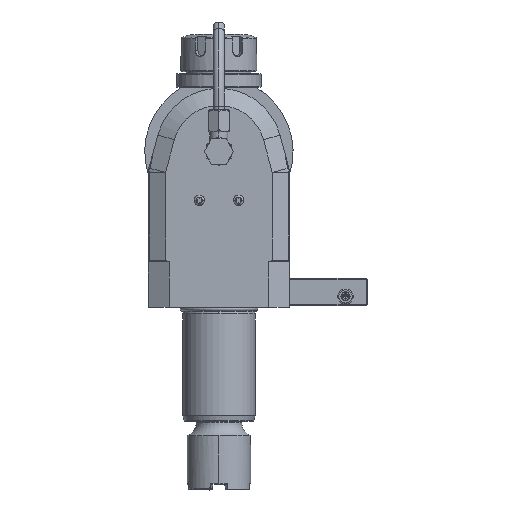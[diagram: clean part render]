
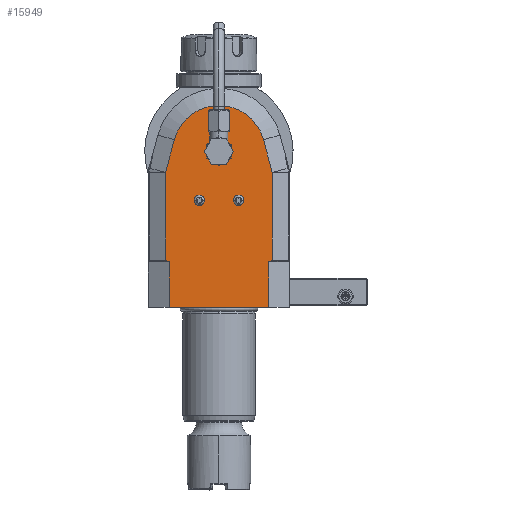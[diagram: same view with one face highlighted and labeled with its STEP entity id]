
A CAD part, top view. The second image highlights one B-rep face of the part: STEP entity #15949.
In plain terms, the highlighted planar face has unit normal (0, 0, 1).
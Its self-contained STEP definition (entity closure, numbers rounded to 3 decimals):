
#510=DIRECTION('',(-1.,0.,0.));
#511=VECTOR('',#510,55.);
#512=CARTESIAN_POINT('',(27.5,-86.,40.));
#513=LINE('',#512,#511);
#928=DIRECTION('',(0.,-1.,0.));
#929=VECTOR('',#928,25.);
#930=CARTESIAN_POINT('',(27.5,-61.,40.));
#931=LINE('',#930,#929);
#932=DIRECTION('',(0.,1.,0.));
#933=VECTOR('',#932,25.);
#934=CARTESIAN_POINT('',(-27.5,-86.,40.));
#935=LINE('',#934,#933);
#936=DIRECTION('',(0.894,-0.447,0.));
#937=VECTOR('',#936,2.236);
#938=CARTESIAN_POINT('',(-29.5,-60.,40.));
#939=LINE('',#938,#937);
#940=DIRECTION('',(0.,-1.,0.));
#941=VECTOR('',#940,48.363);
#942=CARTESIAN_POINT('',(-29.5,-11.637,40.));
#943=LINE('',#942,#941);
#944=CARTESIAN_POINT('',(-29.,-11.637,40.));
#945=DIRECTION('',(0.,0.,1.));
#946=DIRECTION('',(-0.966,0.259,0.));
#947=AXIS2_PLACEMENT_3D('',#944,#945,#946);
#949=DIRECTION('',(-0.259,-0.966,0.));
#950=VECTOR('',#949,18.746);
#951=CARTESIAN_POINT('',(-24.631,6.6,40.));
#952=LINE('',#951,#950);
#953=CARTESIAN_POINT('',(0.,0.,40.));
#954=DIRECTION('',(0.,0.,1.));
#955=DIRECTION('',(0.966,0.259,0.));
#956=AXIS2_PLACEMENT_3D('',#953,#954,#955);
#958=DIRECTION('',(-0.259,0.966,0.));
#959=VECTOR('',#958,18.746);
#960=CARTESIAN_POINT('',(29.483,-11.507,40.));
#961=LINE('',#960,#959);
#962=CARTESIAN_POINT('',(29.,-11.637,40.));
#963=DIRECTION('',(0.,0.,1.));
#964=DIRECTION('',(1.,0.,0.));
#965=AXIS2_PLACEMENT_3D('',#962,#963,#964);
#967=DIRECTION('',(0.,1.,0.));
#968=VECTOR('',#967,48.363);
#969=CARTESIAN_POINT('',(29.5,-60.,40.));
#970=LINE('',#969,#968);
#971=DIRECTION('',(0.894,0.447,0.));
#972=VECTOR('',#971,2.236);
#973=CARTESIAN_POINT('',(27.5,-61.,40.));
#974=LINE('',#973,#972);
#975=CARTESIAN_POINT('',(0.,0.,40.));
#976=DIRECTION('',(0.,0.,1.));
#977=DIRECTION('',(1.,0.,0.));
#978=AXIS2_PLACEMENT_3D('',#975,#976,#977);
#980=CARTESIAN_POINT('',(0.,0.,40.));
#981=DIRECTION('',(0.,0.,1.));
#982=DIRECTION('',(-1.,0.,0.));
#983=AXIS2_PLACEMENT_3D('',#980,#981,#982);
#985=CARTESIAN_POINT('',(10.864,-26.888,40.));
#986=DIRECTION('',(0.,0.,1.));
#987=DIRECTION('',(-1.,0.,0.));
#988=AXIS2_PLACEMENT_3D('',#985,#986,#987);
#990=CARTESIAN_POINT('',(10.864,-26.888,40.));
#991=DIRECTION('',(0.,0.,1.));
#992=DIRECTION('',(1.,0.,0.));
#993=AXIS2_PLACEMENT_3D('',#990,#991,#992);
#995=CARTESIAN_POINT('',(-10.864,-26.888,40.));
#996=DIRECTION('',(0.,0.,1.));
#997=DIRECTION('',(-1.,0.,0.));
#998=AXIS2_PLACEMENT_3D('',#995,#996,#997);
#1000=CARTESIAN_POINT('',(-10.864,-26.888,40.));
#1001=DIRECTION('',(0.,0.,1.));
#1002=DIRECTION('',(1.,0.,0.));
#1003=AXIS2_PLACEMENT_3D('',#1000,#1001,#1002);
#13468=CARTESIAN_POINT('',(24.631,6.6,40.));
#13469=CARTESIAN_POINT('',(-24.631,6.6,40.));
#13470=VERTEX_POINT('',#13468);
#13471=VERTEX_POINT('',#13469);
#13476=CARTESIAN_POINT('',(-29.483,-11.507,40.));
#13477=VERTEX_POINT('',#13476);
#13478=CARTESIAN_POINT('',(29.483,-11.507,40.));
#13479=VERTEX_POINT('',#13478);
#13480=CARTESIAN_POINT('',(-29.5,-11.637,40.));
#13481=VERTEX_POINT('',#13480);
#13482=CARTESIAN_POINT('',(29.5,-11.637,40.));
#13483=VERTEX_POINT('',#13482);
#13501=CARTESIAN_POINT('',(29.5,-60.,40.));
#13503=VERTEX_POINT('',#13501);
#13510=CARTESIAN_POINT('',(-29.5,-60.,40.));
#13511=VERTEX_POINT('',#13510);
#13806=CARTESIAN_POINT('',(-13.714,-26.888,40.));
#13807=CARTESIAN_POINT('',(-8.014,-26.888,40.));
#13808=VERTEX_POINT('',#13806);
#13809=VERTEX_POINT('',#13807);
#13842=CARTESIAN_POINT('',(8.014,-26.888,40.));
#13843=CARTESIAN_POINT('',(13.714,-26.888,40.));
#13844=VERTEX_POINT('',#13842);
#13845=VERTEX_POINT('',#13843);
#14039=CARTESIAN_POINT('',(27.5,-61.,40.));
#14040=VERTEX_POINT('',#14039);
#14041=CARTESIAN_POINT('',(-27.5,-61.,40.));
#14042=VERTEX_POINT('',#14041);
#14627=CARTESIAN_POINT('',(6.5,0.,40.));
#14628=CARTESIAN_POINT('',(-6.5,0.,40.));
#14629=VERTEX_POINT('',#14627);
#14630=VERTEX_POINT('',#14628);
#14791=CARTESIAN_POINT('',(-27.5,-86.,40.));
#14793=VERTEX_POINT('',#14791);
#14796=CARTESIAN_POINT('',(27.5,-86.,40.));
#14798=VERTEX_POINT('',#14796);
#15903=CARTESIAN_POINT('',(0.,0.,40.));
#15904=DIRECTION('',(0.,0.,1.));
#15905=DIRECTION('',(1.,0.,0.));
#15906=AXIS2_PLACEMENT_3D('',#15903,#15904,#15905);
#15907=PLANE('',#15906);
#15908=ORIENTED_EDGE('',*,*,#15882,.T.);
#15909=ORIENTED_EDGE('',*,*,#15537,.T.);
#15911=ORIENTED_EDGE('',*,*,#15910,.T.);
#15913=ORIENTED_EDGE('',*,*,#15912,.F.);
#15915=ORIENTED_EDGE('',*,*,#15914,.F.);
#15917=ORIENTED_EDGE('',*,*,#15916,.F.);
#15919=ORIENTED_EDGE('',*,*,#15918,.F.);
#15921=ORIENTED_EDGE('',*,*,#15920,.F.);
#15923=ORIENTED_EDGE('',*,*,#15922,.F.);
#15925=ORIENTED_EDGE('',*,*,#15924,.F.);
#15927=ORIENTED_EDGE('',*,*,#15926,.F.);
#15928=ORIENTED_EDGE('',*,*,#15893,.F.);
#15929=EDGE_LOOP('',(#15908,#15909,#15911,#15913,#15915,#15917,#15919,#15921,
#15923,#15925,#15927,#15928));
#15930=FACE_OUTER_BOUND('',#15929,.F.);
#15932=ORIENTED_EDGE('',*,*,#15931,.T.);
#15934=ORIENTED_EDGE('',*,*,#15933,.T.);
#15935=EDGE_LOOP('',(#15932,#15934));
#15936=FACE_BOUND('',#15935,.F.);
#15938=ORIENTED_EDGE('',*,*,#15937,.T.);
#15940=ORIENTED_EDGE('',*,*,#15939,.T.);
#15941=EDGE_LOOP('',(#15938,#15940));
#15942=FACE_BOUND('',#15941,.F.);
#15944=ORIENTED_EDGE('',*,*,#15943,.T.);
#15946=ORIENTED_EDGE('',*,*,#15945,.T.);
#15947=EDGE_LOOP('',(#15944,#15946));
#15948=FACE_BOUND('',#15947,.F.);
#948=CIRCLE('',#947,0.5);
#957=CIRCLE('',#956,25.5);
#966=CIRCLE('',#965,0.5);
#979=CIRCLE('',#978,6.5);
#984=CIRCLE('',#983,6.5);
#989=CIRCLE('',#988,2.85);
#994=CIRCLE('',#993,2.85);
#999=CIRCLE('',#998,2.85);
#1004=CIRCLE('',#1003,2.85);
#15537=EDGE_CURVE('',#14798,#14793,#513,.T.);
#15882=EDGE_CURVE('',#14040,#14798,#931,.T.);
#15893=EDGE_CURVE('',#14040,#13503,#974,.T.);
#15910=EDGE_CURVE('',#14793,#14042,#935,.T.);
#15912=EDGE_CURVE('',#13511,#14042,#939,.T.);
#15914=EDGE_CURVE('',#13481,#13511,#943,.T.);
#15916=EDGE_CURVE('',#13477,#13481,#948,.T.);
#15918=EDGE_CURVE('',#13471,#13477,#952,.T.);
#15920=EDGE_CURVE('',#13470,#13471,#957,.T.);
#15922=EDGE_CURVE('',#13479,#13470,#961,.T.);
#15924=EDGE_CURVE('',#13483,#13479,#966,.T.);
#15926=EDGE_CURVE('',#13503,#13483,#970,.T.);
#15931=EDGE_CURVE('',#14629,#14630,#979,.T.);
#15933=EDGE_CURVE('',#14630,#14629,#984,.T.);
#15937=EDGE_CURVE('',#13844,#13845,#989,.T.);
#15939=EDGE_CURVE('',#13845,#13844,#994,.T.);
#15943=EDGE_CURVE('',#13808,#13809,#999,.T.);
#15945=EDGE_CURVE('',#13809,#13808,#1004,.T.);
#15949=ADVANCED_FACE('',(#15930,#15936,#15942,#15948),#15907,.T.);
